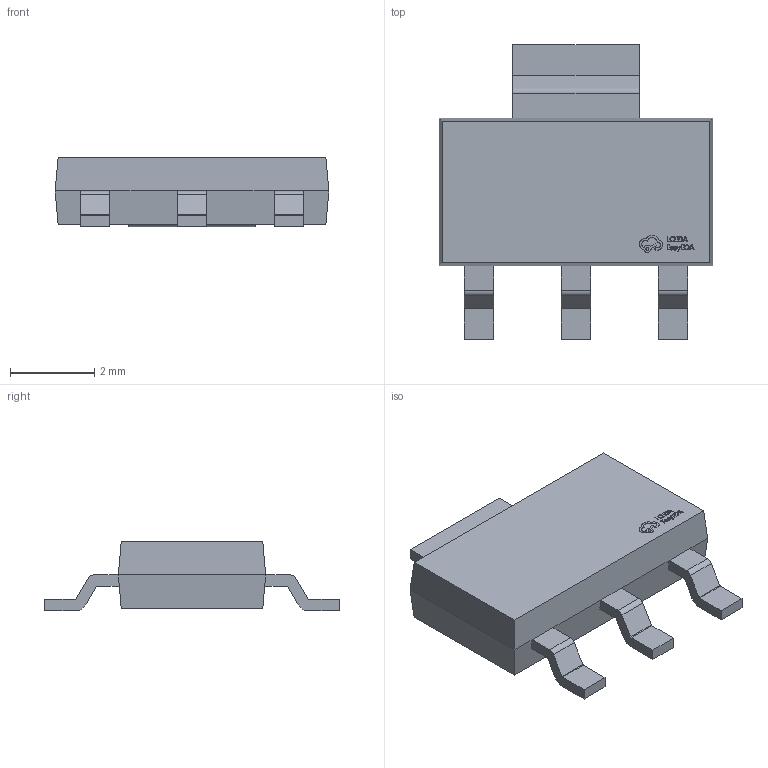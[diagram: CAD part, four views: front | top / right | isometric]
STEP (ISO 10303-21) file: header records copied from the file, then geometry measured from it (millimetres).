
FILE_DESCRIPTION (( 'STEP AP214' ), '1' );
FILE_NAME ('SOT-223-4_L6.5-W3.5-P2.30-LS7.0-TR.step', '2022-07-26T10:59:26', ( '' ), ( '' ), 'SwSTEP 2.0', 'SolidWorks 2020', '' );
FILE_SCHEMA (( 'AUTOMOTIVE_DESIGN' ));
Length unit declared in the file: millimetre
Products named in the file (1): SOT-223-4_L6.5-W3.5-P2.30-LS7.0-TR
Bounding box: 6.5 x 7 x 1.65 mm (x, y, z)
Volume: 38.1 mm3; surface area: 100.4 mm2
Topology: 14 solids, 14 shells, 348 faces, 927 edges, 614 vertices
Faces by surface type: plane 224, bspline 112, cylinder 12
Entity records: 15287 total; most frequent: CARTESIAN_POINT 3994, ORIENTED_EDGE 1854, DIRECTION 1197, EDGE_CURVE 927, VECTOR 675, LINE 675, VERTEX_POINT 614, EDGE_LOOP 367
